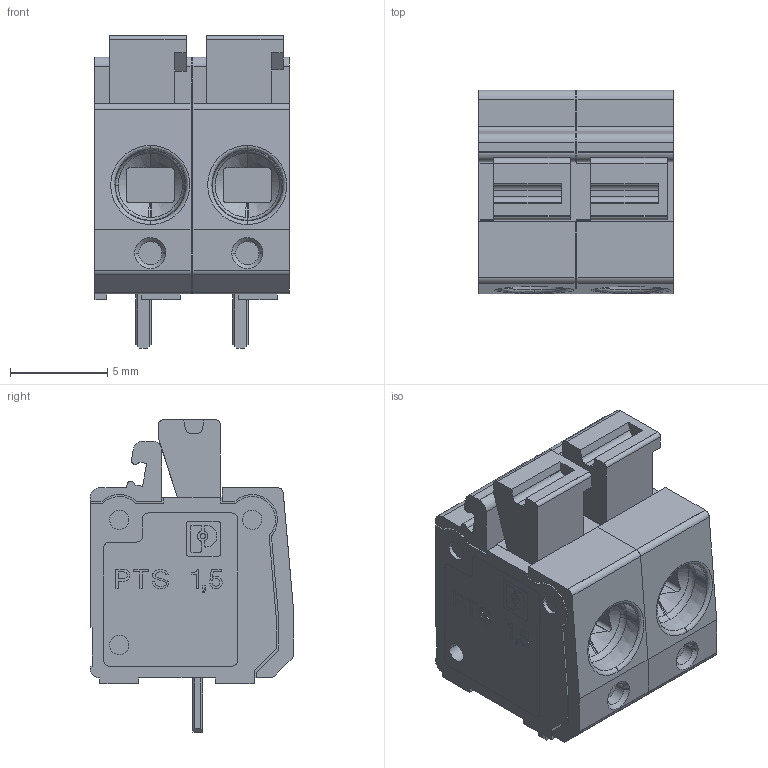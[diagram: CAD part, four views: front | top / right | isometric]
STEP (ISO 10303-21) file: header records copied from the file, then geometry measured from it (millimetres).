
FILE_DESCRIPTION(('STEP AP242'),'1');
FILE_NAME('1792863.stp','2023-06-12T00:47:13',('TraceParts'),('TraceParts S.A.'),'Spatial InterOp 3D',' ',' ');
FILE_SCHEMA(('AP242_MANAGED_MODEL_BASED_3D_ENGINEERING_MIM_LF {1 0 10303 442 1 1 4}'));
Length unit declared in the file: millimetre
Products named in the file (1): 1792863_1
Bounding box: 10 x 10.5 x 16.1 mm (x, y, z)
Volume: 991.1 mm3; surface area: 1558.9 mm2
Topology: 5 solids, 5 shells, 759 faces, 2095 edges, 1387 vertices
Faces by surface type: plane 464, cylinder 217, cone 56, bspline 19, torus 3
Entity records: 42735 total; most frequent: CARTESIAN_POINT 7189, ORIENTED_EDGE 4190, DIRECTION 3967, STYLED_ITEM 2730, PRESENTATION_STYLE_ASSIGNMENT 2730, COLOUR_RGB 2730, EDGE_CURVE 2095, CURVE_STYLE 1966
